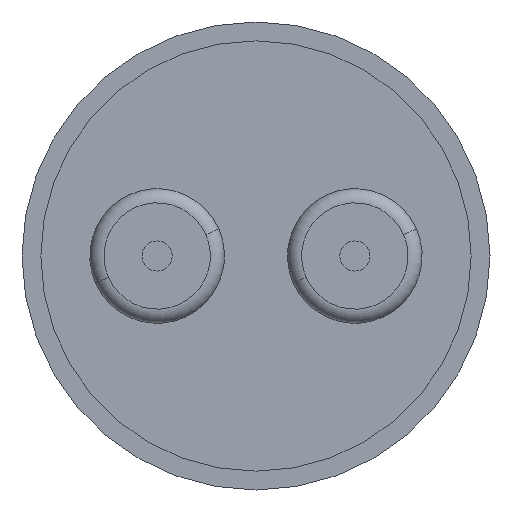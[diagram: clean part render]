
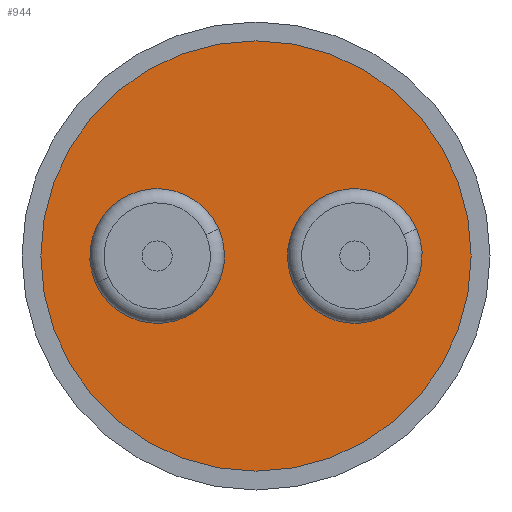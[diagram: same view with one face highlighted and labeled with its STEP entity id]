
A CAD part, front view. The second image highlights one B-rep face of the part: STEP entity #944.
In plain terms, the highlighted planar face has unit normal (0, -1, 0).
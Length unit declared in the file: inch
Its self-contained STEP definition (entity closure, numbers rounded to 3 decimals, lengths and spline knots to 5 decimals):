
#17 = DIRECTION ( 'NONE',  ( 0., -1., 0. ) ) ;
#29 = CIRCLE ( 'NONE', #1241, 0.2285 ) ;
#43 = CARTESIAN_POINT ( 'NONE',  ( -0.16398, 0.37, 0.00146 ) ) ;
#61 = CARTESIAN_POINT ( 'NONE',  ( -0.105, 0.37, 0. ) ) ;
#70 = EDGE_LOOP ( 'NONE', ( #752, #1552 ) ) ;
#87 = EDGE_CURVE ( 'NONE', #831, #1261, #600, .T. ) ;
#131 = DIRECTION ( 'NONE',  ( 0., 1., 0. ) ) ;
#145 = DIRECTION ( 'NONE',  ( 0., -1., 0. ) ) ;
#163 = CIRCLE ( 'NONE', #1719, 0.2285 ) ;
#166 = ORIENTED_EDGE ( 'NONE', *, *, #1330, .T. ) ;
#181 = FACE_OUTER_BOUND ( 'NONE', #1269, .T. ) ;
#195 = CIRCLE ( 'NONE', #1636, 0.059 ) ;
#203 = EDGE_CURVE ( 'NONE', #1261, #831, #1316, .T. ) ;
#233 = CARTESIAN_POINT ( 'NONE',  ( 0.16398, 0.37, -0.00146 ) ) ;
#238 = CARTESIAN_POINT ( 'NONE',  ( 0.105, 0.37, 0. ) ) ;
#292 = CARTESIAN_POINT ( 'NONE',  ( 0., 0.37, -0.2285 ) ) ;
#309 = VERTEX_POINT ( 'NONE', #292 ) ;
#345 = DIRECTION ( 'NONE',  ( 0., 0., -1. ) ) ;
#357 = AXIS2_PLACEMENT_3D ( 'NONE', #834, #17, #1098 ) ;
#466 = CARTESIAN_POINT ( 'NONE',  ( 0., 0.37, 0. ) ) ;
#491 = DIRECTION ( 'NONE',  ( 0., -1., 0. ) ) ;
#550 = PLANE ( 'NONE',  #357 ) ;
#600 = CIRCLE ( 'NONE', #1071, 0.059 ) ;
#604 = DIRECTION ( 'NONE',  ( 0., 0., -1. ) ) ;
#658 = ORIENTED_EDGE ( 'NONE', *, *, #1170, .T. ) ;
#670 = DIRECTION ( 'NONE',  ( 0., 0., -1. ) ) ;
#690 = CARTESIAN_POINT ( 'NONE',  ( 0., 0.37, 0. ) ) ;
#702 = VERTEX_POINT ( 'NONE', #1027 ) ;
#719 = VERTEX_POINT ( 'NONE', #898 ) ;
#723 = EDGE_LOOP ( 'NONE', ( #658, #1675 ) ) ;
#752 = ORIENTED_EDGE ( 'NONE', *, *, #87, .F. ) ;
#821 = FACE_BOUND ( 'NONE', #723, .T. ) ;
#829 = AXIS2_PLACEMENT_3D ( 'NONE', #61, #1658, #604 ) ;
#831 = VERTEX_POINT ( 'NONE', #905 ) ;
#834 = CARTESIAN_POINT ( 'NONE',  ( 0., 0.37, 0. ) ) ;
#898 = CARTESIAN_POINT ( 'NONE',  ( 0., 0.37, 0.2285 ) ) ;
#905 = CARTESIAN_POINT ( 'NONE',  ( 0.04602, 0.37, 0.00146 ) ) ;
#944 = ADVANCED_FACE ( 'NONE', ( #1201, #821, #181 ), #550, .T. ) ;
#984 = ORIENTED_EDGE ( 'NONE', *, *, #1061, .T. ) ;
#1027 = CARTESIAN_POINT ( 'NONE',  ( -0.04602, 0.37, -0.00146 ) ) ;
#1061 = EDGE_CURVE ( 'NONE', #719, #309, #163, .T. ) ;
#1071 = AXIS2_PLACEMENT_3D ( 'NONE', #1355, #1100, #1632 ) ;
#1098 = DIRECTION ( 'NONE',  ( 0., 0., 1. ) ) ;
#1100 = DIRECTION ( 'NONE',  ( 0., -1., 0. ) ) ;
#1170 = EDGE_CURVE ( 'NONE', #702, #1705, #1665, .T. ) ;
#1201 = FACE_BOUND ( 'NONE', #70, .T. ) ;
#1241 = AXIS2_PLACEMENT_3D ( 'NONE', #466, #491, #1673 ) ;
#1261 = VERTEX_POINT ( 'NONE', #233 ) ;
#1269 = EDGE_LOOP ( 'NONE', ( #984, #166 ) ) ;
#1316 = CIRCLE ( 'NONE', #1598, 0.059 ) ;
#1330 = EDGE_CURVE ( 'NONE', #309, #719, #29, .T. ) ;
#1355 = CARTESIAN_POINT ( 'NONE',  ( 0.105, 0.37, 0. ) ) ;
#1386 = EDGE_CURVE ( 'NONE', #1705, #702, #195, .T. ) ;
#1539 = DIRECTION ( 'NONE',  ( 0., -1., 0. ) ) ;
#1552 = ORIENTED_EDGE ( 'NONE', *, *, #203, .F. ) ;
#1598 = AXIS2_PLACEMENT_3D ( 'NONE', #238, #1539, #345 ) ;
#1632 = DIRECTION ( 'NONE',  ( 0., 0., -1. ) ) ;
#1636 = AXIS2_PLACEMENT_3D ( 'NONE', #1664, #131, #1714 ) ;
#1658 = DIRECTION ( 'NONE',  ( 0., 1., 0. ) ) ;
#1664 = CARTESIAN_POINT ( 'NONE',  ( -0.105, 0.37, 0. ) ) ;
#1665 = CIRCLE ( 'NONE', #829, 0.059 ) ;
#1673 = DIRECTION ( 'NONE',  ( 0., 0., -1. ) ) ;
#1675 = ORIENTED_EDGE ( 'NONE', *, *, #1386, .T. ) ;
#1705 = VERTEX_POINT ( 'NONE', #43 ) ;
#1714 = DIRECTION ( 'NONE',  ( 0., 0., -1. ) ) ;
#1719 = AXIS2_PLACEMENT_3D ( 'NONE', #690, #145, #670 ) ;
